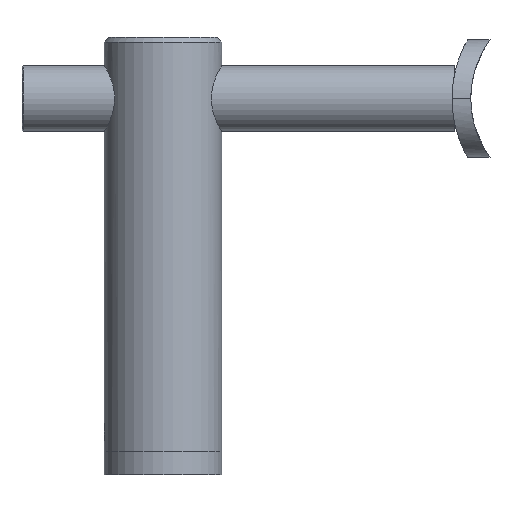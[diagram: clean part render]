
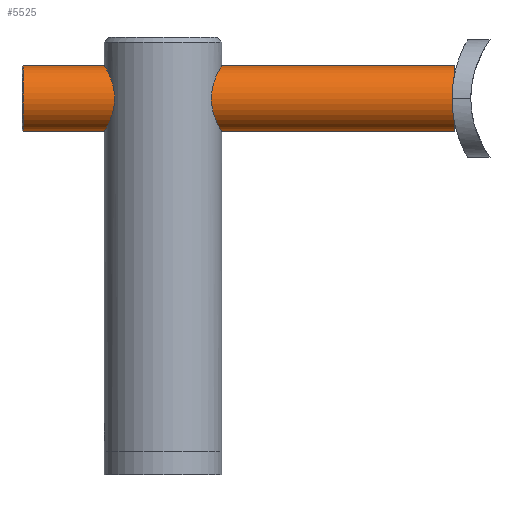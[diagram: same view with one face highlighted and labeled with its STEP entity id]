
A CAD part, left-side view. The second image highlights one B-rep face of the part: STEP entity #5525.
In plain terms, the highlighted cylindrical face has radius 7 mm (diameter 14 mm), a partial arc.
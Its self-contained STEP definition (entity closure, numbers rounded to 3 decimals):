
#1158 = EDGE_CURVE ( 'NONE', #1232, #9945, #16537, .T. ) ;
#1232 = VERTEX_POINT ( 'NONE', #1506 ) ;
#1467 = DIRECTION ( 'NONE',  ( 0., -1., 0. ) ) ;
#1506 = CARTESIAN_POINT ( 'NONE',  ( 0., 92., 7. ) ) ;
#1617 = ORIENTED_EDGE ( 'NONE', *, *, #8959, .F. ) ;
#1760 = DIRECTION ( 'NONE',  ( 0., 0., -1. ) ) ;
#1767 = AXIS2_PLACEMENT_3D ( 'NONE', #10950, #16911, #1760 ) ;
#1901 = CARTESIAN_POINT ( 'NONE',  ( 0., 0.25, -7. ) ) ;
#2306 = DIRECTION ( 'NONE',  ( 0., 0., 1. ) ) ;
#3412 = VECTOR ( 'NONE', #1467, 1000. ) ;
#4522 = CARTESIAN_POINT ( 'NONE',  ( 0., 92., -7. ) ) ;
#5322 = AXIS2_PLACEMENT_3D ( 'NONE', #7003, #17658, #2306 ) ;
#5525 = ADVANCED_FACE ( 'NONE', ( #7461 ), #15057, .T. ) ;
#6901 = EDGE_CURVE ( 'NONE', #13441, #15377, #11978, .T. ) ;
#7003 = CARTESIAN_POINT ( 'NONE',  ( 0., 0.25, 0. ) ) ;
#7461 = FACE_OUTER_BOUND ( 'NONE', #11552, .T. ) ;
#7599 = CARTESIAN_POINT ( 'NONE',  ( 0., 92., 7. ) ) ;
#8771 = ORIENTED_EDGE ( 'NONE', *, *, #1158, .F. ) ;
#8852 = AXIS2_PLACEMENT_3D ( 'NONE', #15015, #17973, #10436 ) ;
#8959 = EDGE_CURVE ( 'NONE', #9945, #15377, #19282, .T. ) ;
#9331 = VECTOR ( 'NONE', #10615, 1000. ) ;
#9945 = VERTEX_POINT ( 'NONE', #12897 ) ;
#10214 = EDGE_CURVE ( 'NONE', #1232, #13441, #13816, .T. ) ;
#10400 = ORIENTED_EDGE ( 'NONE', *, *, #10214, .T. ) ;
#10436 = DIRECTION ( 'NONE',  ( 0., 0., 1. ) ) ;
#10615 = DIRECTION ( 'NONE',  ( 0., -1., 0. ) ) ;
#10950 = CARTESIAN_POINT ( 'NONE',  ( 0., 92., 0. ) ) ;
#11552 = EDGE_LOOP ( 'NONE', ( #8771, #10400, #13463, #1617 ) ) ;
#11978 = CIRCLE ( 'NONE', #5322, 7. ) ;
#12897 = CARTESIAN_POINT ( 'NONE',  ( 0., 92., -7. ) ) ;
#13441 = VERTEX_POINT ( 'NONE', #17890 ) ;
#13463 = ORIENTED_EDGE ( 'NONE', *, *, #6901, .T. ) ;
#13816 = LINE ( 'NONE', #7599, #3412 ) ;
#15015 = CARTESIAN_POINT ( 'NONE',  ( 0., 92., 0. ) ) ;
#15057 = CYLINDRICAL_SURFACE ( 'NONE', #1767, 7. ) ;
#15377 = VERTEX_POINT ( 'NONE', #1901 ) ;
#16537 = CIRCLE ( 'NONE', #8852, 7. ) ;
#16911 = DIRECTION ( 'NONE',  ( 0., -1., 0. ) ) ;
#17658 = DIRECTION ( 'NONE',  ( 0., 1., 0. ) ) ;
#17890 = CARTESIAN_POINT ( 'NONE',  ( 0., 0.25, 7. ) ) ;
#17973 = DIRECTION ( 'NONE',  ( 0., 1., 0. ) ) ;
#19282 = LINE ( 'NONE', #4522, #9331 ) ;
